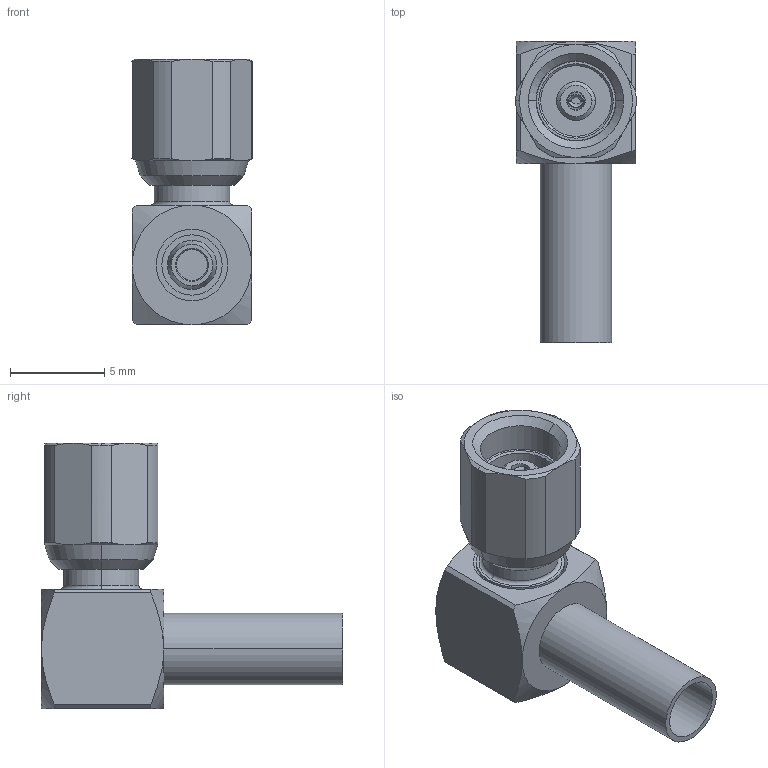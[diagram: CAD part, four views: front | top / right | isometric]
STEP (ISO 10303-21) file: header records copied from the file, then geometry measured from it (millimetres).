
FILE_DESCRIPTION (( 'STEP AP214' ), '1' );
FILE_NAME ('J01171A0181.STEP', '2016-09-13T11:52:51', ( '' ), ( '' ), 'SwSTEP 2.0', 'SolidWorks 2015', '' );
FILE_SCHEMA (( 'AUTOMOTIVE_DESIGN' ));
Length unit declared in the file: millimetre
Products named in the file (1): J01171A0181
Bounding box: 6.4 x 16 x 14.1 mm (x, y, z)
Volume: 481.1 mm3; surface area: 837.1 mm2
Topology: 2 solids, 2 shells, 133 faces, 291 edges, 176 vertices
Faces by surface type: cone 50, cylinder 47, plane 32, torus 4
Entity records: 5197 total; most frequent: CARTESIAN_POINT 803, DIRECTION 651, ORIENTED_EDGE 582, EDGE_CURVE 291, AXIS2_PLACEMENT_3D 276, VERTEX_POINT 176, EDGE_LOOP 149, CIRCLE 142
